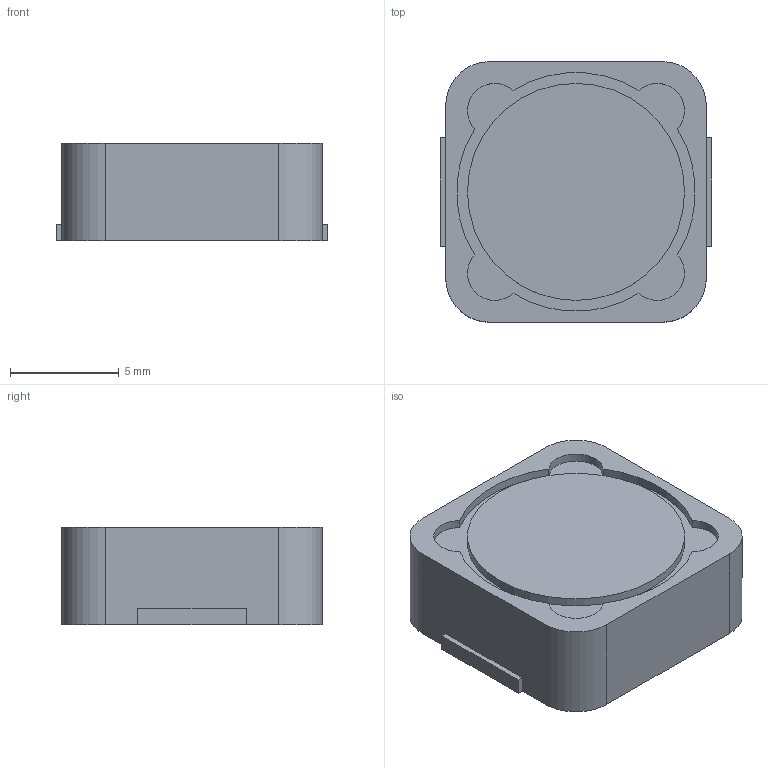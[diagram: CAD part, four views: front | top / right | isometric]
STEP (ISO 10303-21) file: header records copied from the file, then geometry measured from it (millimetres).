
FILE_DESCRIPTION(/* description */ (''),/* implementation_level */ '2;1');
FILE_NAME(/* name */ 'inductor_12mm 4,5.stp',/* time_stamp */ '2024-01-06T19:05:24+01:00',/* author */ (''),/* organization */ (''),/* preprocessor_version */ 'ST-DEVELOPER v15.2',/* originating_system */ 'Autodesk Translator Framework v2.0.0.5431',/* authorisation */ '');
FILE_SCHEMA (('AUTOMOTIVE_DESIGN { 1 0 10303 214 3 1 1 }'));
Length unit declared in the file: centimetre
Products named in the file (1): inductor_12mm 4,5
Bounding box: 12.5 x 12 x 4.5 mm (x, y, z)
Volume: 624.5 mm3; surface area: 653.3 mm2
Topology: 4 solids, 4 shells, 52 faces, 127 edges, 85 vertices
Faces by surface type: plane 30, cylinder 22
Full cylindrical faces by diameter (mm): 10 x2
Entity records: 1549 total; most frequent: DIRECTION 274, CARTESIAN_POINT 261, ORIENTED_EDGE 248, EDGE_CURVE 124, AXIS2_PLACEMENT_3D 97, VERTEX_POINT 84, LINE 80, VECTOR 80
